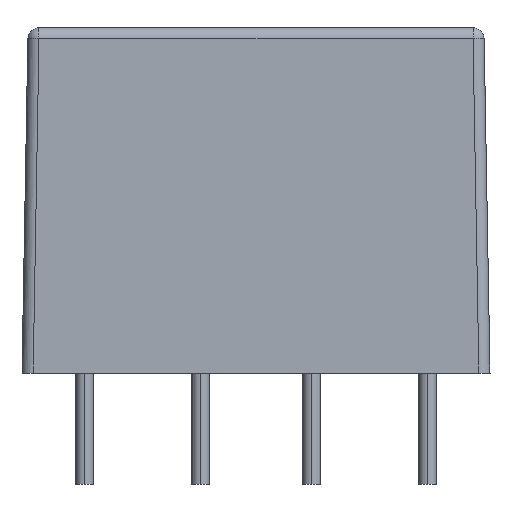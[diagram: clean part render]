
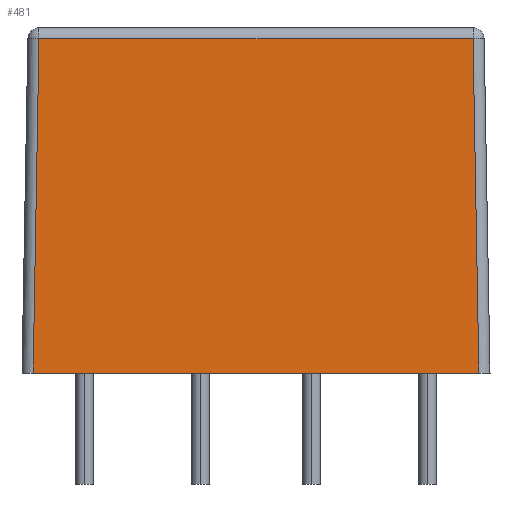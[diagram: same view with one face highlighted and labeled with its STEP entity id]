
A CAD part, left-side view. The second image highlights one B-rep face of the part: STEP entity #481.
In plain terms, the highlighted planar face has unit normal (-1, 0, 0.018).
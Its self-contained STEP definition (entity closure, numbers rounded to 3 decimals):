
#46 = LINE ( 'NONE', #2609, #3314 ) ;
#309 = EDGE_CURVE ( 'NONE', #1733, #5910, #8411, .T. ) ;
#481 = ADVANCED_FACE ( 'NONE', ( #553 ), #6711, .T. ) ;
#494 = CARTESIAN_POINT ( 'NONE',  ( -18., 10., 0. ) ) ;
#536 = CARTESIAN_POINT ( 'NONE',  ( -18., 10., -0.009 ) ) ;
#553 = FACE_OUTER_BOUND ( 'NONE', #8046, .T. ) ;
#966 = CARTESIAN_POINT ( 'NONE',  ( -17.738, -9.738, 15.009 ) ) ;
#1214 = CARTESIAN_POINT ( 'NONE',  ( -17.994, -9.994, 0.358 ) ) ;
#1273 = LINE ( 'NONE', #6340, #1476 ) ;
#1476 = VECTOR ( 'NONE', #6988, 1000. ) ;
#1524 = ORIENTED_EDGE ( 'NONE', *, *, #3576, .T. ) ;
#1612 = VERTEX_POINT ( 'NONE', #494 ) ;
#1733 = VERTEX_POINT ( 'NONE', #3997 ) ;
#2031 = ORIENTED_EDGE ( 'NONE', *, *, #309, .T. ) ;
#2040 = VECTOR ( 'NONE', #5147, 1000. ) ;
#2609 = CARTESIAN_POINT ( 'NONE',  ( -18., 10.5, 0. ) ) ;
#3022 = VERTEX_POINT ( 'NONE', #6608 ) ;
#3178 = AXIS2_PLACEMENT_3D ( 'NONE', #8004, #7348, #4792 ) ;
#3185 = ORIENTED_EDGE ( 'NONE', *, *, #8313, .T. ) ;
#3314 = VECTOR ( 'NONE', #6510, 1000. ) ;
#3576 = EDGE_CURVE ( 'NONE', #5910, #3022, #1273, .T. ) ;
#3677 = VECTOR ( 'NONE', #8301, 1000. ) ;
#3971 = ORIENTED_EDGE ( 'NONE', *, *, #5640, .T. ) ;
#3997 = CARTESIAN_POINT ( 'NONE',  ( -18., -10., 0. ) ) ;
#4792 = DIRECTION ( 'NONE',  ( 0.017, 0., 1. ) ) ;
#5147 = DIRECTION ( 'NONE',  ( 0.017, 0.017, 1. ) ) ;
#5600 = LINE ( 'NONE', #536, #3677 ) ;
#5640 = EDGE_CURVE ( 'NONE', #1612, #1733, #46, .T. ) ;
#5910 = VERTEX_POINT ( 'NONE', #966 ) ;
#6340 = CARTESIAN_POINT ( 'NONE',  ( -17.738, 10.229, 15.009 ) ) ;
#6510 = DIRECTION ( 'NONE',  ( 0., -1., 0. ) ) ;
#6608 = CARTESIAN_POINT ( 'NONE',  ( -17.738, 9.738, 15.009 ) ) ;
#6711 = PLANE ( 'NONE',  #3178 ) ;
#6988 = DIRECTION ( 'NONE',  ( 0., 1., 0. ) ) ;
#7348 = DIRECTION ( 'NONE',  ( -1., 0., 0.017 ) ) ;
#8004 = CARTESIAN_POINT ( 'NONE',  ( -18., 10.5, 0. ) ) ;
#8046 = EDGE_LOOP ( 'NONE', ( #1524, #3185, #3971, #2031 ) ) ;
#8301 = DIRECTION ( 'NONE',  ( -0.017, 0.017, -1. ) ) ;
#8313 = EDGE_CURVE ( 'NONE', #3022, #1612, #5600, .T. ) ;
#8411 = LINE ( 'NONE', #1214, #2040 ) ;
